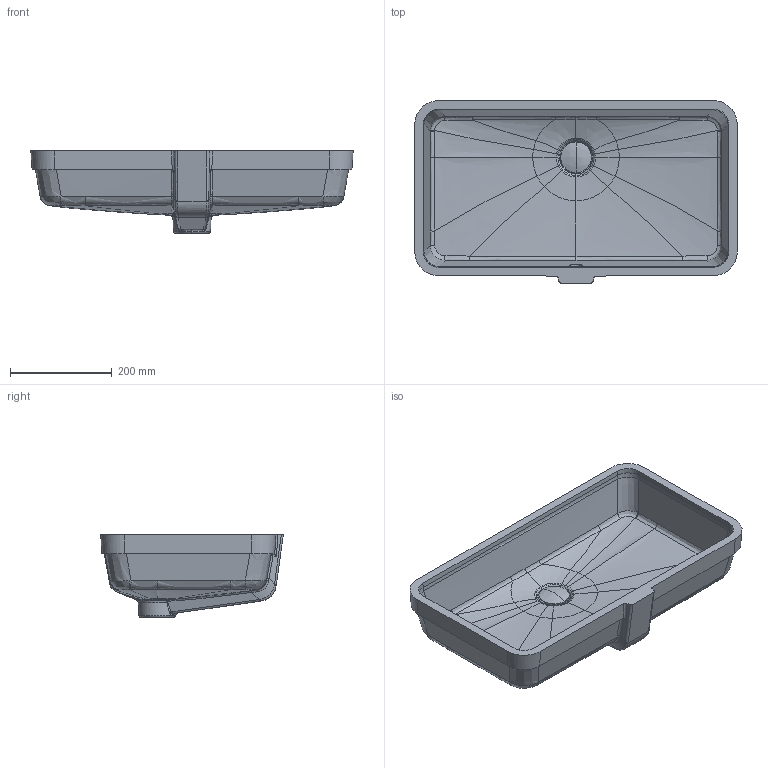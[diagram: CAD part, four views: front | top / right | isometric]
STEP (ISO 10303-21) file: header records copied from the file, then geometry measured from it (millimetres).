
FILE_DESCRIPTION(/* description */ (''),/* implementation_level */ '2;1');
FILE_NAME(/* name */ '038460',/* time_stamp */ '2019-05-02T15:21:39+02:00',/* author */ (''),/* organization */ (''),/* preprocessor_version */ 'ST-DEVELOPER v15',/* originating_system */ '',/* authorisation */ '');
FILE_SCHEMA (('AUTOMOTIVE_DESIGN'));
Length unit declared in the file: millimetre
Products named in the file (1): Document
Bounding box: 633.44 x 358.98 x 162 mm (x, y, z)
Volume: 4927257.7 mm3; surface area: 778575.6 mm2
Topology: 3 solids, 3 shells, 322 faces, 771 edges, 455 vertices
Faces by surface type: bspline 322
Entity records: 46951 total; most frequent: CARTESIAN_POINT 36884, B_SPLINE_CURVE_WITH_KNOTS 2179, ORIENTED_EDGE 1538, PCURVE 1538, DEFINITIONAL_REPRESENTATION 1538, SURFACE_CURVE 769, EDGE_CURVE 769, VERTEX_POINT 455
